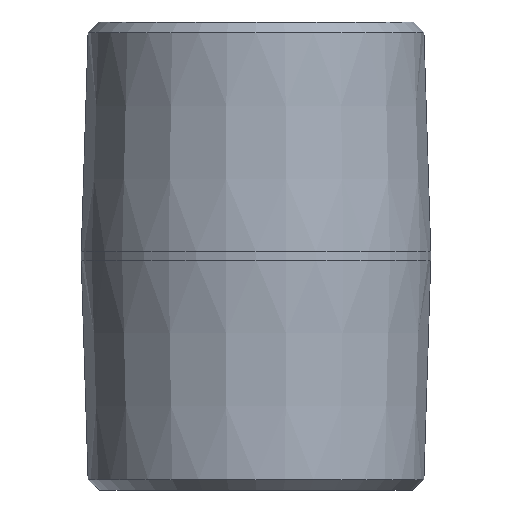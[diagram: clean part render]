
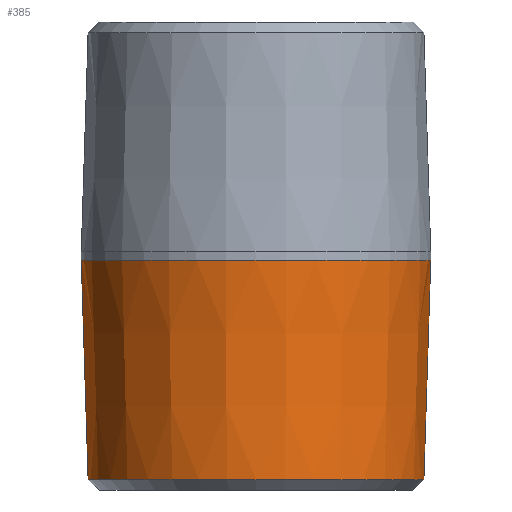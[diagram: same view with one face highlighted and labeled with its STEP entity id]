
A CAD part, front view. The second image highlights one B-rep face of the part: STEP entity #385.
In plain terms, the highlighted conical face has half-angle 1.78 degrees and reference radius 10.668 mm.
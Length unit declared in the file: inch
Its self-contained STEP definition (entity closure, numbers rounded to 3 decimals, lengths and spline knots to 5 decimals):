
#15 = VECTOR ( 'NONE', #176, 39.37008 ) ;
#24 = VERTEX_POINT ( 'NONE', #435 ) ;
#48 = CARTESIAN_POINT ( 'NONE',  ( -0.42, 0., 0.5525 ) ) ;
#59 = AXIS2_PLACEMENT_3D ( 'NONE', #293, #430, #512 ) ;
#89 = ORIENTED_EDGE ( 'NONE', *, *, #394, .F. ) ;
#91 = ORIENTED_EDGE ( 'NONE', *, *, #466, .T. ) ;
#108 = DIRECTION ( 'NONE',  ( 0., 0., -1. ) ) ;
#127 = VECTOR ( 'NONE', #296, 39.37008 ) ;
#128 = LINE ( 'NONE', #48, #127 ) ;
#174 = FACE_OUTER_BOUND ( 'NONE', #491, .T. ) ;
#176 = DIRECTION ( 'NONE',  ( 0.031, 0., 1. ) ) ;
#203 = ORIENTED_EDGE ( 'NONE', *, *, #367, .T. ) ;
#282 = CARTESIAN_POINT ( 'NONE',  ( 0., 0., 0.5525 ) ) ;
#290 = VERTEX_POINT ( 'NONE', #492 ) ;
#293 = CARTESIAN_POINT ( 'NONE',  ( 0., 0., 0.5525 ) ) ;
#294 = AXIS2_PLACEMENT_3D ( 'NONE', #432, #336, #510 ) ;
#296 = DIRECTION ( 'NONE',  ( -0.031, 0., 1. ) ) ;
#301 = CIRCLE ( 'NONE', #522, 0.42 ) ;
#323 = ORIENTED_EDGE ( 'NONE', *, *, #326, .T. ) ;
#326 = EDGE_CURVE ( 'NONE', #290, #24, #301, .T. ) ;
#336 = DIRECTION ( 'NONE',  ( 0., 0., 1. ) ) ;
#343 = CARTESIAN_POINT ( 'NONE',  ( 0.40361, 0., 0.02499 ) ) ;
#347 = CARTESIAN_POINT ( 'NONE',  ( 0.42, 0., 0.5525 ) ) ;
#367 = EDGE_CURVE ( 'NONE', #405, #463, #420, .T. ) ;
#382 = CARTESIAN_POINT ( 'NONE',  ( -0.40361, 0., 0.02499 ) ) ;
#385 = ADVANCED_FACE ( 'NONE', ( #174 ), #541, .T. ) ;
#386 = LINE ( 'NONE', #347, #15 ) ;
#394 = EDGE_CURVE ( 'NONE', #405, #24, #128, .T. ) ;
#405 = VERTEX_POINT ( 'NONE', #382 ) ;
#420 = CIRCLE ( 'NONE', #294, 0.40361 ) ;
#430 = DIRECTION ( 'NONE',  ( 0., 0., 1. ) ) ;
#432 = CARTESIAN_POINT ( 'NONE',  ( 0., 0., 0.02499 ) ) ;
#435 = CARTESIAN_POINT ( 'NONE',  ( -0.42, 0., 0.5525 ) ) ;
#448 = DIRECTION ( 'NONE',  ( -1., 0., 0. ) ) ;
#463 = VERTEX_POINT ( 'NONE', #343 ) ;
#466 = EDGE_CURVE ( 'NONE', #463, #290, #386, .T. ) ;
#491 = EDGE_LOOP ( 'NONE', ( #89, #203, #91, #323 ) ) ;
#492 = CARTESIAN_POINT ( 'NONE',  ( 0.42, 0., 0.5525 ) ) ;
#510 = DIRECTION ( 'NONE',  ( -1., 0., 0. ) ) ;
#512 = DIRECTION ( 'NONE',  ( 1., 0., 0. ) ) ;
#522 = AXIS2_PLACEMENT_3D ( 'NONE', #282, #108, #448 ) ;
#541 = CONICAL_SURFACE ( 'NONE', #59, 0.42, 0.031 ) ;
